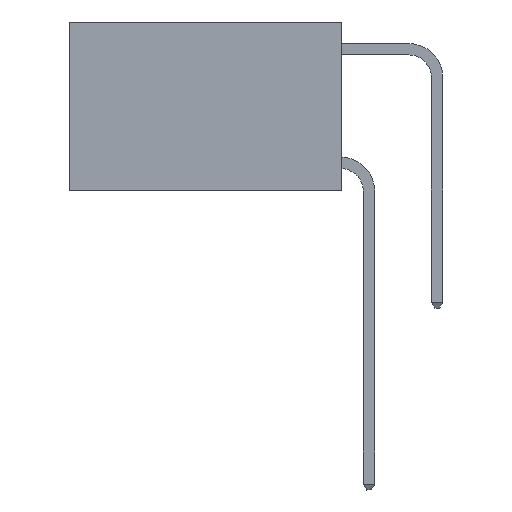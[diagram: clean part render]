
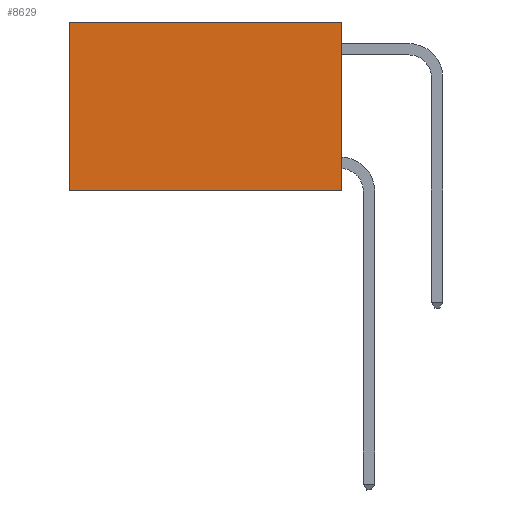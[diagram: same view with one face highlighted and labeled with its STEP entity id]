
A CAD part, left-side view. The second image highlights one B-rep face of the part: STEP entity #8629.
In plain terms, the highlighted planar face has unit normal (-1, 0, 0).
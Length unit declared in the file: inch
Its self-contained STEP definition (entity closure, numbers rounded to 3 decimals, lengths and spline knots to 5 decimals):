
#194 = LINE ( 'NONE', #19238, #10149 ) ;
#2065 = ORIENTED_EDGE ( 'NONE', *, *, #7881, .T. ) ;
#2104 = DIRECTION ( 'NONE',  ( 0., 1., 0. ) ) ;
#2488 = VERTEX_POINT ( 'NONE', #26396 ) ;
#2520 = VECTOR ( 'NONE', #14859, 39.37008 ) ;
#4524 = ORIENTED_EDGE ( 'NONE', *, *, #23775, .F. ) ;
#4583 = CARTESIAN_POINT ( 'NONE',  ( 0.2625, 0., 0. ) ) ;
#4651 = EDGE_CURVE ( 'NONE', #11987, #2488, #13193, .T. ) ;
#5066 = CARTESIAN_POINT ( 'NONE',  ( 0.2625, 0., 0. ) ) ;
#6728 = LINE ( 'NONE', #16814, #22917 ) ;
#7583 = VECTOR ( 'NONE', #10945, 39.37008 ) ;
#7881 = EDGE_CURVE ( 'NONE', #15303, #8919, #194, .T. ) ;
#8173 = LINE ( 'NONE', #12753, #2520 ) ;
#8629 = ADVANCED_FACE ( 'NONE', ( #25945 ), #8783, .F. ) ;
#8637 = DIRECTION ( 'NONE',  ( 0., 0., -1. ) ) ;
#8783 = PLANE ( 'NONE',  #12749 ) ;
#8919 = VERTEX_POINT ( 'NONE', #15974 ) ;
#10149 = VECTOR ( 'NONE', #8637, 39.37008 ) ;
#10554 = EDGE_CURVE ( 'NONE', #11987, #15303, #6728, .T. ) ;
#10945 = DIRECTION ( 'NONE',  ( 0., 0., -1. ) ) ;
#11987 = VERTEX_POINT ( 'NONE', #5066 ) ;
#12749 = AXIS2_PLACEMENT_3D ( 'NONE', #23563, #25691, #13028 ) ;
#12753 = CARTESIAN_POINT ( 'NONE',  ( 0.2625, 0., -0.37 ) ) ;
#13028 = DIRECTION ( 'NONE',  ( 0., 0., -1. ) ) ;
#13193 = LINE ( 'NONE', #4583, #7583 ) ;
#14859 = DIRECTION ( 'NONE',  ( 0., 1., 0. ) ) ;
#15303 = VERTEX_POINT ( 'NONE', #19945 ) ;
#15974 = CARTESIAN_POINT ( 'NONE',  ( 0.2625, 0.6, -0.37 ) ) ;
#16814 = CARTESIAN_POINT ( 'NONE',  ( 0.2625, 0., 0. ) ) ;
#19238 = CARTESIAN_POINT ( 'NONE',  ( 0.2625, 0.6, 0. ) ) ;
#19945 = CARTESIAN_POINT ( 'NONE',  ( 0.2625, 0.6, 0. ) ) ;
#22917 = VECTOR ( 'NONE', #2104, 39.37008 ) ;
#23290 = EDGE_LOOP ( 'NONE', ( #2065, #4524, #23400, #27384 ) ) ;
#23400 = ORIENTED_EDGE ( 'NONE', *, *, #4651, .F. ) ;
#23563 = CARTESIAN_POINT ( 'NONE',  ( 0.2625, 0., 0. ) ) ;
#23775 = EDGE_CURVE ( 'NONE', #2488, #8919, #8173, .T. ) ;
#25691 = DIRECTION ( 'NONE',  ( 1., 0., 0. ) ) ;
#25945 = FACE_OUTER_BOUND ( 'NONE', #23290, .T. ) ;
#26396 = CARTESIAN_POINT ( 'NONE',  ( 0.2625, 0., -0.37 ) ) ;
#27384 = ORIENTED_EDGE ( 'NONE', *, *, #10554, .T. ) ;
